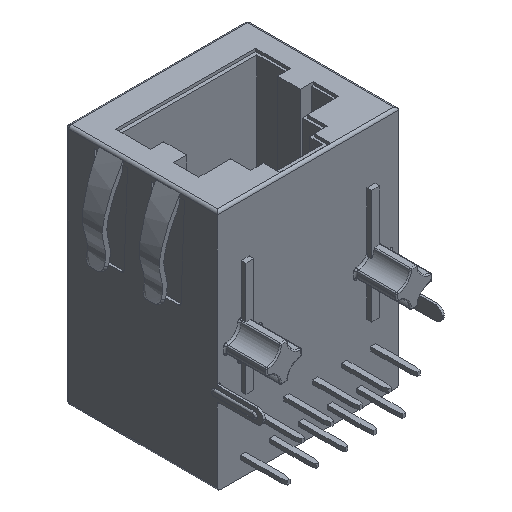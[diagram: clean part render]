
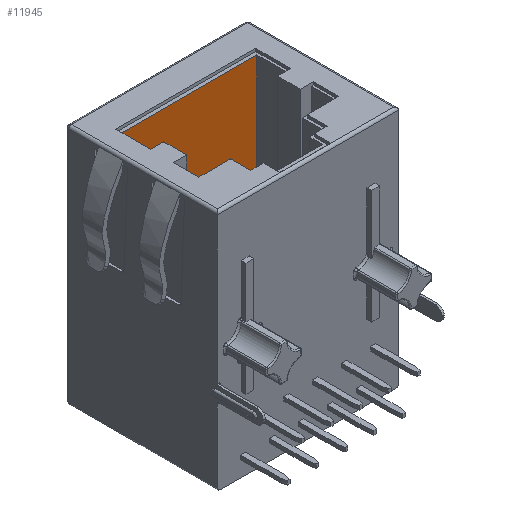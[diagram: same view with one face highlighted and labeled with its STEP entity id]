
A CAD part, isometric view. The second image highlights one B-rep face of the part: STEP entity #11945.
In plain terms, the highlighted planar face has unit normal (0, -1, 0).
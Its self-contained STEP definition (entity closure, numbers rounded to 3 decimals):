
#520 = LINE ( 'NONE', #12359, #1071 ) ;
#1071 = VECTOR ( 'NONE', #9098, 1000. ) ;
#1489 = VECTOR ( 'NONE', #9632, 1000. ) ;
#1723 = PLANE ( 'NONE',  #6925 ) ;
#2540 = CARTESIAN_POINT ( 'NONE',  ( 15.565, 14.45, -0.25 ) ) ;
#2906 = DIRECTION ( 'NONE',  ( 0., 0., -1. ) ) ;
#3613 = VERTEX_POINT ( 'NONE', #10276 ) ;
#3645 = EDGE_CURVE ( 'NONE', #7053, #3613, #520, .T. ) ;
#4037 = VERTEX_POINT ( 'NONE', #4400 ) ;
#4074 = EDGE_CURVE ( 'NONE', #10492, #4037, #10948, .T. ) ;
#4400 = CARTESIAN_POINT ( 'NONE',  ( 3.665, 14.45, -0.25 ) ) ;
#4724 = CARTESIAN_POINT ( 'NONE',  ( 15.565, 14.45, 0. ) ) ;
#5191 = ORIENTED_EDGE ( 'NONE', *, *, #4074, .T. ) ;
#5380 = CARTESIAN_POINT ( 'NONE',  ( 15.565, 14.45, -0.25 ) ) ;
#5854 = DIRECTION ( 'NONE',  ( 0., 1., 0. ) ) ;
#6925 = AXIS2_PLACEMENT_3D ( 'NONE', #4724, #5854, #7160 ) ;
#7053 = VERTEX_POINT ( 'NONE', #9309 ) ;
#7160 = DIRECTION ( 'NONE',  ( 1., 0., 0. ) ) ;
#8081 = FACE_OUTER_BOUND ( 'NONE', #10355, .T. ) ;
#8467 = DIRECTION ( 'NONE',  ( 0., 0., -1. ) ) ;
#9098 = DIRECTION ( 'NONE',  ( -1., 0., 0. ) ) ;
#9309 = CARTESIAN_POINT ( 'NONE',  ( 15.565, 14.45, -9.8 ) ) ;
#9632 = DIRECTION ( 'NONE',  ( -1., 0., 0. ) ) ;
#9797 = EDGE_CURVE ( 'NONE', #4037, #3613, #13567, .T. ) ;
#10276 = CARTESIAN_POINT ( 'NONE',  ( 3.665, 14.45, -9.8 ) ) ;
#10355 = EDGE_LOOP ( 'NONE', ( #11852, #11665, #13396, #5191 ) ) ;
#10468 = CARTESIAN_POINT ( 'NONE',  ( 15.565, 14.45, -0.25 ) ) ;
#10492 = VERTEX_POINT ( 'NONE', #10468 ) ;
#10711 = VECTOR ( 'NONE', #8467, 1000. ) ;
#10948 = LINE ( 'NONE', #5380, #1489 ) ;
#11282 = CARTESIAN_POINT ( 'NONE',  ( 3.665, 14.45, -0.25 ) ) ;
#11665 = ORIENTED_EDGE ( 'NONE', *, *, #3645, .F. ) ;
#11852 = ORIENTED_EDGE ( 'NONE', *, *, #9797, .T. ) ;
#11945 = ADVANCED_FACE ( 'NONE', ( #8081 ), #1723, .F. ) ;
#12327 = EDGE_CURVE ( 'NONE', #10492, #7053, #13410, .T. ) ;
#12359 = CARTESIAN_POINT ( 'NONE',  ( 15.565, 14.45, -9.8 ) ) ;
#12671 = VECTOR ( 'NONE', #2906, 1000. ) ;
#13396 = ORIENTED_EDGE ( 'NONE', *, *, #12327, .F. ) ;
#13410 = LINE ( 'NONE', #2540, #10711 ) ;
#13567 = LINE ( 'NONE', #11282, #12671 ) ;
